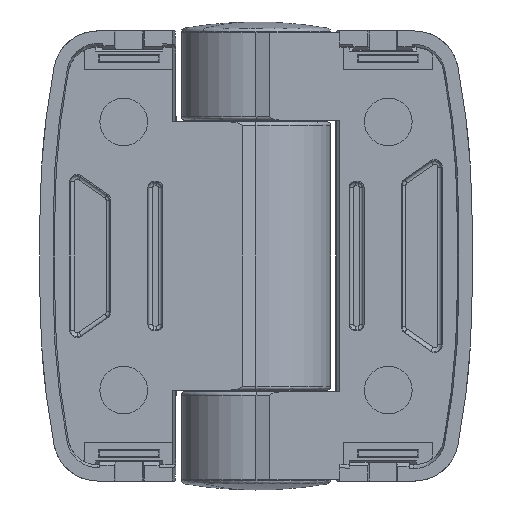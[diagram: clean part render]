
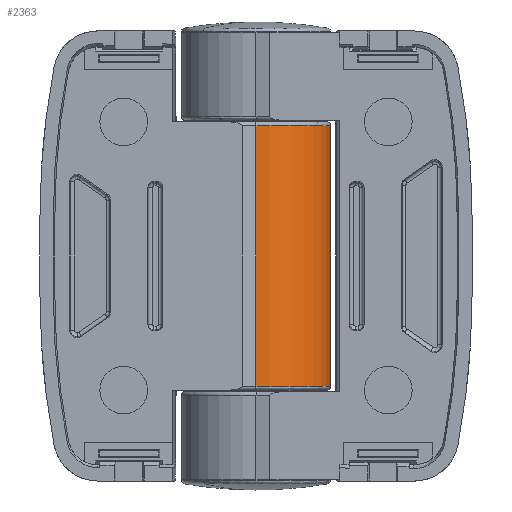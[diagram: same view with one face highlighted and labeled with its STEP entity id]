
A CAD part, front view. The second image highlights one B-rep face of the part: STEP entity #2363.
In plain terms, the highlighted cylindrical face has radius 10 mm (diameter 20 mm), a partial arc.
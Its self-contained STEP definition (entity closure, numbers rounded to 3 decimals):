
#2363=ADVANCED_FACE('NONE',(#5310),#5311,.T.);
#5310=FACE_OUTER_BOUND('',#18540,.T.);
#5311=CYLINDRICAL_SURFACE('',#18541,10.0);
#18540=EDGE_LOOP('',(#28071,#28072,#28073,#28074,#28075,#28076));
#18541=AXIS2_PLACEMENT_3D('',#28077,#28078,#28079);
#28071=ORIENTED_EDGE('',*,*,#35216,.F.);
#28072=ORIENTED_EDGE('',*,*,#35217,.T.);
#28073=ORIENTED_EDGE('',*,*,#35218,.T.);
#28074=ORIENTED_EDGE('',*,*,#35219,.T.);
#28075=ORIENTED_EDGE('',*,*,#35220,.T.);
#28076=ORIENTED_EDGE('',*,*,#35221,.T.);
#28077=CARTESIAN_POINT('',(0.,0.,-30.0));
#28078=DIRECTION('',(0.,-0.0,-1.0));
#28079=DIRECTION('',(0.0,-1.0,0.0));
#35216=EDGE_CURVE('',#40089,#40090,#40091,.T.);
#35217=EDGE_CURVE('NONE',#40089,#40092,#40093,.T.);
#35218=EDGE_CURVE('NONE',#40092,#40094,#40095,.T.);
#35219=EDGE_CURVE('NONE',#40094,#40096,#40097,.T.);
#35220=EDGE_CURVE('NONE',#40096,#40098,#40099,.T.);
#35221=EDGE_CURVE('NONE',#40098,#40090,#40100,.T.);
#40089=VERTEX_POINT('',#50152);
#40090=VERTEX_POINT('',#50153);
#40091=LINE('',#50154,#50155);
#40092=VERTEX_POINT('NONE',#50156);
#40093=CIRCLE('',#50157,10.0);
#40094=VERTEX_POINT('NONE',#50158);
#40095=CIRCLE('',#50159,10.0);
#40096=VERTEX_POINT('NONE',#50160);
#40097=LINE('',#50161,#50162);
#40098=VERTEX_POINT('NONE',#50163);
#40099=CIRCLE('',#50164,10.0);
#40100=CIRCLE('',#50165,10.0);
#50152=CARTESIAN_POINT('',(0.,10.0,17.5));
#50153=CARTESIAN_POINT('',(0.,10.0,-17.5));
#50154=CARTESIAN_POINT('',(0.,10.0,0.));
#50155=VECTOR('',#59086,1.0);
#50156=CARTESIAN_POINT('',(10.0,0.,17.5));
#50157=AXIS2_PLACEMENT_3D('',#59087,#59088,#59089);
#50158=CARTESIAN_POINT('',(0.,-10.0,17.5));
#50159=AXIS2_PLACEMENT_3D('',#59090,#59091,#59092);
#50160=CARTESIAN_POINT('',(0.,-10.0,-17.5));
#50161=CARTESIAN_POINT('',(0.,-10.0,-30.0));
#50162=VECTOR('',#59093,1000.0);
#50163=CARTESIAN_POINT('',(10.0,0.,-17.5));
#50164=AXIS2_PLACEMENT_3D('',#59094,#59095,#59096);
#50165=AXIS2_PLACEMENT_3D('',#59097,#59098,#59099);
#59086=DIRECTION('',(0.,-0.0,-1.0));
#59087=CARTESIAN_POINT('',(0.,0.,17.5));
#59088=DIRECTION('',(0.,-0.0,-1.0));
#59089=DIRECTION('',(0.0,-1.0,0.0));
#59090=CARTESIAN_POINT('',(0.,0.,17.5));
#59091=DIRECTION('',(0.,0.,-1.0));
#59092=DIRECTION('',(0.,-1.0,0.0));
#59093=DIRECTION('',(0.,0.,-1.0));
#59094=CARTESIAN_POINT('',(0.,0.,-17.5));
#59095=DIRECTION('',(0.,0.0,1.0));
#59096=DIRECTION('',(0.0,-1.0,0.0));
#59097=CARTESIAN_POINT('',(0.,0.,-17.5));
#59098=DIRECTION('',(0.,0.0,1.0));
#59099=DIRECTION('',(0.0,-1.0,0.0));
